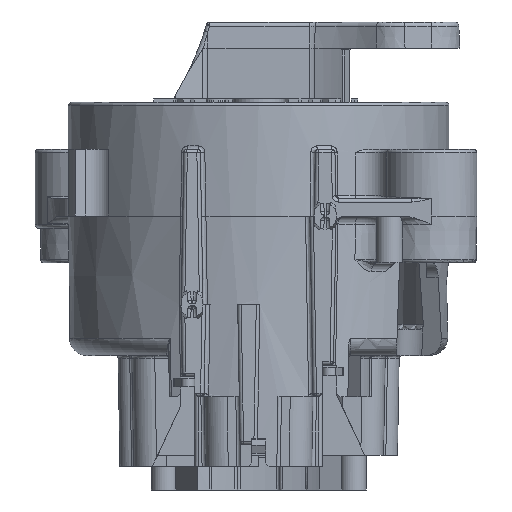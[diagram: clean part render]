
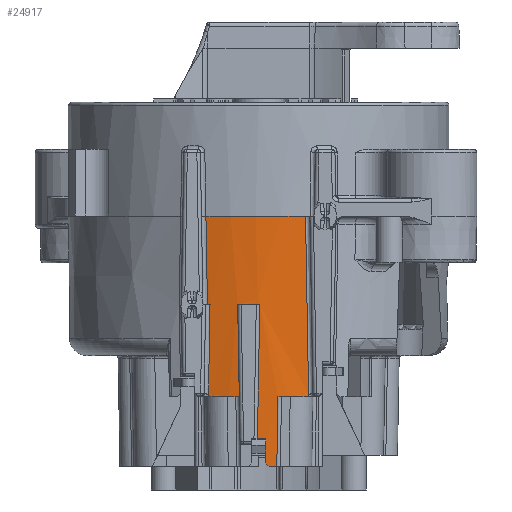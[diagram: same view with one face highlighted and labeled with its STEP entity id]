
A CAD part, front view. The second image highlights one B-rep face of the part: STEP entity #24917.
In plain terms, the highlighted conical face has half-angle 0.5 degrees and reference radius 10.837 mm.
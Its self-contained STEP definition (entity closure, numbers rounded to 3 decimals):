
#1469=CARTESIAN_POINT('',(-0.071,-10.787,
-11.203));
#1470=CARTESIAN_POINT('',(-0.025,-10.81,
-8.599));
#1471=CARTESIAN_POINT('',(0.02,-10.833,
-5.994));
#1472=CARTESIAN_POINT('',(0.065,-10.855,
-3.39));
#1474=CARTESIAN_POINT('',(0.,0.,-3.39));
#1475=DIRECTION('',(0.,0.,1.));
#1476=DIRECTION('',(-0.111,-0.994,0.));
#1477=AXIS2_PLACEMENT_3D('',#1474,#1475,#1476);
#1479=CARTESIAN_POINT('',(-1.201,-10.789,
-3.39));
#1480=CARTESIAN_POINT('',(-1.17,-10.777,
-5.143));
#1481=CARTESIAN_POINT('',(-1.14,-10.765,
-6.897));
#1482=CARTESIAN_POINT('',(-1.109,-10.753,
-8.65));
#1484=CARTESIAN_POINT('',(0.,0.,-8.65));
#1485=DIRECTION('',(0.,0.,-1.));
#1486=DIRECTION('',(-0.103,-0.995,0.));
#1487=AXIS2_PLACEMENT_3D('',#1484,#1485,#1486);
#1489=CARTESIAN_POINT('',(-2.871,-10.423,
-8.504));
#1490=CARTESIAN_POINT('',(-2.872,-10.422,
-8.53));
#1491=CARTESIAN_POINT('',(-2.878,-10.42,
-8.58));
#1492=CARTESIAN_POINT('',(-2.894,-10.415,
-8.627));
#1493=CARTESIAN_POINT('',(-2.905,-10.412,
-8.65));
#1495=CARTESIAN_POINT('',(-2.784,-10.493,
-3.39));
#1496=CARTESIAN_POINT('',(-2.798,-10.481,
-4.242));
#1497=CARTESIAN_POINT('',(-2.827,-10.458,
-5.945));
#1498=CARTESIAN_POINT('',(-2.857,-10.435,
-7.651));
#1499=CARTESIAN_POINT('',(-2.871,-10.423,
-8.504));
#1501=CARTESIAN_POINT('',(-3.018,-10.474,
1.69));
#1502=CARTESIAN_POINT('',(-3.009,-10.472,
1.146));
#1503=CARTESIAN_POINT('',(-2.989,-10.467,
0.013));
#1504=CARTESIAN_POINT('',(-2.96,-10.46,
-1.681));
#1505=CARTESIAN_POINT('',(-2.941,-10.455,
-2.831));
#1506=CARTESIAN_POINT('',(-2.931,-10.453,-3.39));
#1508=CARTESIAN_POINT('',(0.,0.,1.69));
#1509=DIRECTION('',(0.,0.,1.));
#1510=DIRECTION('',(-0.277,-0.961,0.));
#1511=AXIS2_PLACEMENT_3D('',#1508,#1509,#1510);
#1513=CARTESIAN_POINT('',(2.86,-10.426,
-8.504));
#1514=CARTESIAN_POINT('',(2.841,-10.441,
-7.369));
#1515=CARTESIAN_POINT('',(2.802,-10.472,
-5.101));
#1516=CARTESIAN_POINT('',(2.744,-10.519,
-1.703));
#1517=CARTESIAN_POINT('',(2.705,-10.549,
0.56));
#1518=CARTESIAN_POINT('',(2.686,-10.564,1.69));
#1520=CARTESIAN_POINT('',(2.894,-10.415,
-8.65));
#1521=CARTESIAN_POINT('',(2.883,-10.418,
-8.627));
#1522=CARTESIAN_POINT('',(2.867,-10.423,
-8.58));
#1523=CARTESIAN_POINT('',(2.86,-10.426,
-8.53));
#1524=CARTESIAN_POINT('',(2.86,-10.426,
-8.504));
#1526=CARTESIAN_POINT('',(0.,0.,-8.65));
#1527=DIRECTION('',(0.,0.,-1.));
#1528=DIRECTION('',(0.268,-0.963,0.));
#1529=AXIS2_PLACEMENT_3D('',#1526,#1527,#1528);
#1531=DIRECTION('',(0.,0.009,-1.));
#1532=VECTOR('',#1531,0.5);
#1533=CARTESIAN_POINT('',(0.4,-10.778,-11.4));
#1534=LINE('',#1533,#1532);
#1535=CARTESIAN_POINT('',(0.,0.,-11.4));
#1536=DIRECTION('',(0.,0.,1.));
#1537=DIRECTION('',(-0.025,-1.,0.));
#1538=AXIS2_PLACEMENT_3D('',#1535,#1536,#1537);
#9060=CARTESIAN_POINT('',(0.,0.,-12.65));
#9061=DIRECTION('',(0.,0.,1.));
#9062=DIRECTION('',(0.056,-0.998,0.));
#9063=AXIS2_PLACEMENT_3D('',#9060,#9061,#9062);
#9416=DIRECTION('',(0.,-0.009,1.));
#9417=VECTOR('',#9416,0.55);
#9418=CARTESIAN_POINT('',(0.4,-10.769,-12.45));
#9419=LINE('',#9418,#9417);
#9664=CARTESIAN_POINT('',(-0.071,-10.787,
-11.203));
#9665=CARTESIAN_POINT('',(-0.071,-10.787,
-11.229));
#9666=CARTESIAN_POINT('',(-0.082,-10.787,
-11.281));
#9667=CARTESIAN_POINT('',(-0.127,-10.786,
-11.346));
#9668=CARTESIAN_POINT('',(-0.193,-10.784,
-11.39));
#9669=CARTESIAN_POINT('',(-0.245,-10.783,-11.4));
#9670=CARTESIAN_POINT('',(-0.271,-10.782,-11.4));
#10015=CARTESIAN_POINT('',(1.039,-10.725,
-12.65));
#10016=CARTESIAN_POINT('',(1.062,-10.734,
-11.317));
#10017=CARTESIAN_POINT('',(1.086,-10.743,
-9.983));
#10018=CARTESIAN_POINT('',(1.109,-10.753,
-8.65));
#11129=CARTESIAN_POINT('',(0.,0.,-3.39));
#11130=DIRECTION('',(0.,0.,1.));
#11131=DIRECTION('',(-0.27,-0.963,0.));
#11132=AXIS2_PLACEMENT_3D('',#11129,#11130,#11131);
#11145=CARTESIAN_POINT('',(-2.784,-10.493,
-3.39));
#11147=CARTESIAN_POINT('',(-2.905,-10.412,
-8.65));
#11476=CARTESIAN_POINT('',(0.6,-10.758,-12.65));
#11477=CARTESIAN_POINT('',(0.533,-10.762,
-12.583));
#11478=CARTESIAN_POINT('',(0.467,-10.766,
-12.517));
#11479=CARTESIAN_POINT('',(0.4,-10.769,-12.45));
#19754=CARTESIAN_POINT('',(-1.201,-10.789,
-3.39));
#19756=VERTEX_POINT('',#19754);
#19769=CARTESIAN_POINT('',(-0.071,-10.787,
-11.203));
#19770=VERTEX_POINT('',#19769);
#19771=CARTESIAN_POINT('',(0.065,-10.855,
-3.39));
#19772=VERTEX_POINT('',#19771);
#20393=CARTESIAN_POINT('',(0.6,-10.758,-12.65));
#20394=VERTEX_POINT('',#20393);
#20395=CARTESIAN_POINT('',(0.4,-10.769,-12.45));
#20396=VERTEX_POINT('',#20395);
#20411=CARTESIAN_POINT('',(1.039,-10.725,-12.65));
#20412=VERTEX_POINT('',#20411);
#20413=VERTEX_POINT('',#10018);
#20498=VERTEX_POINT('',#1482);
#21281=VERTEX_POINT('',#1520);
#21282=VERTEX_POINT('',#1524);
#21286=VERTEX_POINT('',#1518);
#21288=VERTEX_POINT('',#11145);
#21289=VERTEX_POINT('',#11147);
#21292=VERTEX_POINT('',#1489);
#21293=VERTEX_POINT('',#1501);
#21294=VERTEX_POINT('',#1506);
#21672=CARTESIAN_POINT('',(-0.271,-10.782,-11.4));
#21674=VERTEX_POINT('',#21672);
#21676=CARTESIAN_POINT('',(0.4,-10.778,-11.4));
#21677=VERTEX_POINT('',#21676);
#21678=CARTESIAN_POINT('',(0.4,-10.774,-11.9));
#21679=VERTEX_POINT('',#21678);
#24872=CARTESIAN_POINT('',(0.,0.,-5.48));
#24873=DIRECTION('',(0.,0.,1.));
#24874=DIRECTION('',(0.,-1.,0.));
#24875=AXIS2_PLACEMENT_3D('',#24872,#24873,#24874);
#24876=CONICAL_SURFACE('',#24875,10.837,0.5);
#24878=ORIENTED_EDGE('',*,*,#24877,.F.);
#24880=ORIENTED_EDGE('',*,*,#24879,.T.);
#24882=ORIENTED_EDGE('',*,*,#24881,.F.);
#24884=ORIENTED_EDGE('',*,*,#24883,.T.);
#24886=ORIENTED_EDGE('',*,*,#24885,.T.);
#24888=ORIENTED_EDGE('',*,*,#24887,.F.);
#24890=ORIENTED_EDGE('',*,*,#24889,.F.);
#24892=ORIENTED_EDGE('',*,*,#24891,.F.);
#24894=ORIENTED_EDGE('',*,*,#24893,.F.);
#24896=ORIENTED_EDGE('',*,*,#24895,.T.);
#24898=ORIENTED_EDGE('',*,*,#24897,.F.);
#24900=ORIENTED_EDGE('',*,*,#24899,.F.);
#24902=ORIENTED_EDGE('',*,*,#24901,.T.);
#24904=ORIENTED_EDGE('',*,*,#24903,.F.);
#24906=ORIENTED_EDGE('',*,*,#24905,.F.);
#24908=ORIENTED_EDGE('',*,*,#24907,.T.);
#24910=ORIENTED_EDGE('',*,*,#24909,.T.);
#24912=ORIENTED_EDGE('',*,*,#24911,.F.);
#24914=ORIENTED_EDGE('',*,*,#24913,.F.);
#24915=EDGE_LOOP('',(#24878,#24880,#24882,#24884,#24886,#24888,#24890,#24892,
#24894,#24896,#24898,#24900,#24902,#24904,#24906,#24908,#24910,#24912,#24914));
#24916=FACE_OUTER_BOUND('',#24915,.F.);
#1473=B_SPLINE_CURVE_WITH_KNOTS('',3,(#1469,#1470,#1471,#1472),.UNSPECIFIED.,
.F.,.F.,(4,4),(0.,1.),.UNSPECIFIED.);
#1478=CIRCLE('',#1477,10.856);
#1483=B_SPLINE_CURVE_WITH_KNOTS('',3,(#1479,#1480,#1481,#1482),.UNSPECIFIED.,
.F.,.F.,(4,4),(0.,1.),.UNSPECIFIED.);
#1488=CIRCLE('',#1487,10.81);
#1494=B_SPLINE_CURVE_WITH_KNOTS('',3,(#1489,#1490,#1491,#1492,#1493),
.UNSPECIFIED.,.F.,.F.,(4,1,4),(0.,0.5,1.),.UNSPECIFIED.);
#1500=B_SPLINE_CURVE_WITH_KNOTS('',3,(#1495,#1496,#1497,#1498,#1499),
.UNSPECIFIED.,.F.,.F.,(4,1,4),(0.,0.5,1.),.UNSPECIFIED.);
#1507=B_SPLINE_CURVE_WITH_KNOTS('',3,(#1501,#1502,#1503,#1504,#1505,#1506),
.UNSPECIFIED.,.F.,.F.,(4,1,1,4),(0.,0.321,0.67,1.),
.UNSPECIFIED.);
#1512=CIRCLE('',#1511,10.9);
#1519=B_SPLINE_CURVE_WITH_KNOTS('',3,(#1513,#1514,#1515,#1516,#1517,#1518),
.UNSPECIFIED.,.F.,.F.,(4,1,1,4),(0.,0.333,0.667,1.),
.UNSPECIFIED.);
#1525=B_SPLINE_CURVE_WITH_KNOTS('',3,(#1520,#1521,#1522,#1523,#1524),
.UNSPECIFIED.,.F.,.F.,(4,1,4),(0.,0.5,1.),.UNSPECIFIED.);
#1530=CIRCLE('',#1529,10.81);
#1539=CIRCLE('',#1538,10.786);
#9064=CIRCLE('',#9063,10.775);
#9671=B_SPLINE_CURVE_WITH_KNOTS('',3,(#9664,#9665,#9666,#9667,#9668,#9669,
#9670),.UNSPECIFIED.,.F.,.F.,(4,1,1,1,4),(0.,0.25,0.5,0.75,1.),
.UNSPECIFIED.);
#10019=B_SPLINE_CURVE_WITH_KNOTS('',3,(#10015,#10016,#10017,#10018),
.UNSPECIFIED.,.F.,.F.,(4,4),(0.,1.),.UNSPECIFIED.);
#11133=CIRCLE('',#11132,10.856);
#11480=B_SPLINE_CURVE_WITH_KNOTS('',3,(#11476,#11477,#11478,#11479),
.UNSPECIFIED.,.F.,.F.,(4,4),(0.,1.),.UNSPECIFIED.);
#24877=EDGE_CURVE('',#19770,#21674,#9671,.T.);
#24879=EDGE_CURVE('',#19770,#19772,#1473,.T.);
#24881=EDGE_CURVE('',#19756,#19772,#1478,.T.);
#24883=EDGE_CURVE('',#19756,#20498,#1483,.T.);
#24885=EDGE_CURVE('',#20498,#21289,#1488,.T.);
#24887=EDGE_CURVE('',#21292,#21289,#1494,.T.);
#24889=EDGE_CURVE('',#21288,#21292,#1500,.T.);
#24891=EDGE_CURVE('',#21294,#21288,#11133,.T.);
#24893=EDGE_CURVE('',#21293,#21294,#1507,.T.);
#24895=EDGE_CURVE('',#21293,#21286,#1512,.T.);
#24897=EDGE_CURVE('',#21282,#21286,#1519,.T.);
#24899=EDGE_CURVE('',#21281,#21282,#1525,.T.);
#24901=EDGE_CURVE('',#21281,#20413,#1530,.T.);
#24903=EDGE_CURVE('',#20412,#20413,#10019,.T.);
#24905=EDGE_CURVE('',#20394,#20412,#9064,.T.);
#24907=EDGE_CURVE('',#20394,#20396,#11480,.T.);
#24909=EDGE_CURVE('',#20396,#21679,#9419,.T.);
#24911=EDGE_CURVE('',#21677,#21679,#1534,.T.);
#24913=EDGE_CURVE('',#21674,#21677,#1539,.T.);
#24917=ADVANCED_FACE('',(#24916),#24876,.T.);
